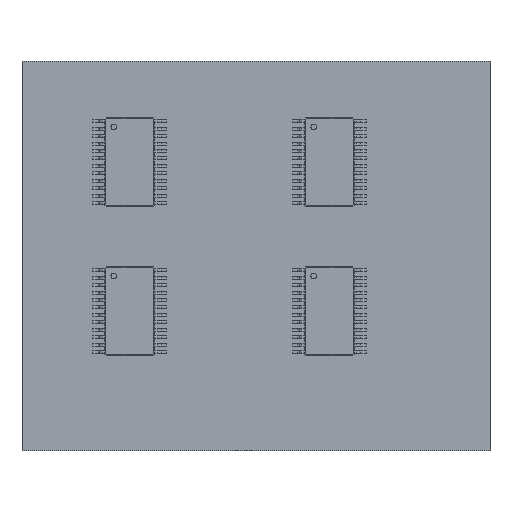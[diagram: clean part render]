
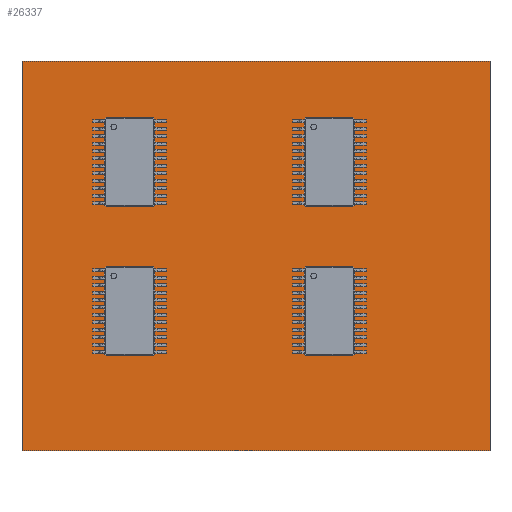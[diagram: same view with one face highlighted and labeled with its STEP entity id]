
A CAD part, top view. The second image highlights one B-rep face of the part: STEP entity #26337.
In plain terms, the highlighted planar face has unit normal (0, 0, 1).
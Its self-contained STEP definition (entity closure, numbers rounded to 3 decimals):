
#26023 = VERTEX_POINT('',#26024);
#26024 = CARTESIAN_POINT('',(96.6,-121.8,1.6));
#26031 = PLANE('',#26032);
#26032 = AXIS2_PLACEMENT_3D('',#26033,#26034,#26035);
#26033 = CARTESIAN_POINT('',(96.6,-121.8,0.));
#26034 = DIRECTION('',(-1.,0.,0.));
#26035 = DIRECTION('',(0.,1.,0.));
#26043 = PLANE('',#26044);
#26044 = AXIS2_PLACEMENT_3D('',#26045,#26046,#26047);
#26045 = CARTESIAN_POINT('',(137.5,-121.8,0.));
#26046 = DIRECTION('',(0.,-1.,0.));
#26047 = DIRECTION('',(-1.,0.,0.));
#26055 = EDGE_CURVE('',#26023,#26056,#26058,.T.);
#26056 = VERTEX_POINT('',#26057);
#26057 = CARTESIAN_POINT('',(96.6,-87.8,1.6));
#26058 = SURFACE_CURVE('',#26059,(#26063,#26070),.PCURVE_S1.);
#26059 = LINE('',#26060,#26061);
#26060 = CARTESIAN_POINT('',(96.6,-121.8,1.6));
#26061 = VECTOR('',#26062,1.);
#26062 = DIRECTION('',(0.,1.,0.));
#26063 = PCURVE('',#26031,#26064);
#26064 = DEFINITIONAL_REPRESENTATION('',(#26065),#26069);
#26065 = LINE('',#26066,#26067);
#26066 = CARTESIAN_POINT('',(0.,-1.6));
#26067 = VECTOR('',#26068,1.);
#26068 = DIRECTION('',(1.,0.));
#26069 = ( GEOMETRIC_REPRESENTATION_CONTEXT(2) 
PARAMETRIC_REPRESENTATION_CONTEXT() REPRESENTATION_CONTEXT('2D SPACE',''
  ) );
#26070 = PCURVE('',#26071,#26076);
#26071 = PLANE('',#26072);
#26072 = AXIS2_PLACEMENT_3D('',#26073,#26074,#26075);
#26073 = CARTESIAN_POINT('',(117.05,-104.8,1.6));
#26074 = DIRECTION('',(-0.,-0.,-1.));
#26075 = DIRECTION('',(-1.,0.,0.));
#26076 = DEFINITIONAL_REPRESENTATION('',(#26077),#26081);
#26077 = LINE('',#26078,#26079);
#26078 = CARTESIAN_POINT('',(20.45,-17.));
#26079 = VECTOR('',#26080,1.);
#26080 = DIRECTION('',(0.,1.));
#26081 = ( GEOMETRIC_REPRESENTATION_CONTEXT(2) 
PARAMETRIC_REPRESENTATION_CONTEXT() REPRESENTATION_CONTEXT('2D SPACE',''
  ) );
#26099 = PLANE('',#26100);
#26100 = AXIS2_PLACEMENT_3D('',#26101,#26102,#26103);
#26101 = CARTESIAN_POINT('',(96.6,-87.8,0.));
#26102 = DIRECTION('',(0.,1.,0.));
#26103 = DIRECTION('',(1.,0.,0.));
#26141 = EDGE_CURVE('',#26056,#26142,#26144,.T.);
#26142 = VERTEX_POINT('',#26143);
#26143 = CARTESIAN_POINT('',(137.5,-87.8,1.6));
#26144 = SURFACE_CURVE('',#26145,(#26149,#26156),.PCURVE_S1.);
#26145 = LINE('',#26146,#26147);
#26146 = CARTESIAN_POINT('',(96.6,-87.8,1.6));
#26147 = VECTOR('',#26148,1.);
#26148 = DIRECTION('',(1.,0.,0.));
#26149 = PCURVE('',#26099,#26150);
#26150 = DEFINITIONAL_REPRESENTATION('',(#26151),#26155);
#26151 = LINE('',#26152,#26153);
#26152 = CARTESIAN_POINT('',(0.,-1.6));
#26153 = VECTOR('',#26154,1.);
#26154 = DIRECTION('',(1.,0.));
#26155 = ( GEOMETRIC_REPRESENTATION_CONTEXT(2) 
PARAMETRIC_REPRESENTATION_CONTEXT() REPRESENTATION_CONTEXT('2D SPACE',''
  ) );
#26156 = PCURVE('',#26071,#26157);
#26157 = DEFINITIONAL_REPRESENTATION('',(#26158),#26162);
#26158 = LINE('',#26159,#26160);
#26159 = CARTESIAN_POINT('',(20.45,17.));
#26160 = VECTOR('',#26161,1.);
#26161 = DIRECTION('',(-1.,0.));
#26162 = ( GEOMETRIC_REPRESENTATION_CONTEXT(2) 
PARAMETRIC_REPRESENTATION_CONTEXT() REPRESENTATION_CONTEXT('2D SPACE',''
  ) );
#26180 = PLANE('',#26181);
#26181 = AXIS2_PLACEMENT_3D('',#26182,#26183,#26184);
#26182 = CARTESIAN_POINT('',(137.5,-87.8,0.));
#26183 = DIRECTION('',(1.,0.,-0.));
#26184 = DIRECTION('',(0.,-1.,0.));
#26217 = EDGE_CURVE('',#26142,#26218,#26220,.T.);
#26218 = VERTEX_POINT('',#26219);
#26219 = CARTESIAN_POINT('',(137.5,-121.8,1.6));
#26220 = SURFACE_CURVE('',#26221,(#26225,#26232),.PCURVE_S1.);
#26221 = LINE('',#26222,#26223);
#26222 = CARTESIAN_POINT('',(137.5,-87.8,1.6));
#26223 = VECTOR('',#26224,1.);
#26224 = DIRECTION('',(0.,-1.,0.));
#26225 = PCURVE('',#26180,#26226);
#26226 = DEFINITIONAL_REPRESENTATION('',(#26227),#26231);
#26227 = LINE('',#26228,#26229);
#26228 = CARTESIAN_POINT('',(0.,-1.6));
#26229 = VECTOR('',#26230,1.);
#26230 = DIRECTION('',(1.,0.));
#26231 = ( GEOMETRIC_REPRESENTATION_CONTEXT(2) 
PARAMETRIC_REPRESENTATION_CONTEXT() REPRESENTATION_CONTEXT('2D SPACE',''
  ) );
#26232 = PCURVE('',#26071,#26233);
#26233 = DEFINITIONAL_REPRESENTATION('',(#26234),#26238);
#26234 = LINE('',#26235,#26236);
#26235 = CARTESIAN_POINT('',(-20.45,17.));
#26236 = VECTOR('',#26237,1.);
#26237 = DIRECTION('',(0.,-1.));
#26238 = ( GEOMETRIC_REPRESENTATION_CONTEXT(2) 
PARAMETRIC_REPRESENTATION_CONTEXT() REPRESENTATION_CONTEXT('2D SPACE',''
  ) );
#26288 = EDGE_CURVE('',#26218,#26023,#26289,.T.);
#26289 = SURFACE_CURVE('',#26290,(#26294,#26301),.PCURVE_S1.);
#26290 = LINE('',#26291,#26292);
#26291 = CARTESIAN_POINT('',(137.5,-121.8,1.6));
#26292 = VECTOR('',#26293,1.);
#26293 = DIRECTION('',(-1.,0.,0.));
#26294 = PCURVE('',#26043,#26295);
#26295 = DEFINITIONAL_REPRESENTATION('',(#26296),#26300);
#26296 = LINE('',#26297,#26298);
#26297 = CARTESIAN_POINT('',(0.,-1.6));
#26298 = VECTOR('',#26299,1.);
#26299 = DIRECTION('',(1.,0.));
#26300 = ( GEOMETRIC_REPRESENTATION_CONTEXT(2) 
PARAMETRIC_REPRESENTATION_CONTEXT() REPRESENTATION_CONTEXT('2D SPACE',''
  ) );
#26301 = PCURVE('',#26071,#26302);
#26302 = DEFINITIONAL_REPRESENTATION('',(#26303),#26307);
#26303 = LINE('',#26304,#26305);
#26304 = CARTESIAN_POINT('',(-20.45,-17.));
#26305 = VECTOR('',#26306,1.);
#26306 = DIRECTION('',(1.,0.));
#26307 = ( GEOMETRIC_REPRESENTATION_CONTEXT(2) 
PARAMETRIC_REPRESENTATION_CONTEXT() REPRESENTATION_CONTEXT('2D SPACE',''
  ) );
#26337 = ADVANCED_FACE('',(#26338),#26071,.F.);
#26338 = FACE_BOUND('',#26339,.F.);
#26339 = EDGE_LOOP('',(#26340,#26341,#26342,#26343));
#26340 = ORIENTED_EDGE('',*,*,#26055,.T.);
#26341 = ORIENTED_EDGE('',*,*,#26141,.T.);
#26342 = ORIENTED_EDGE('',*,*,#26217,.T.);
#26343 = ORIENTED_EDGE('',*,*,#26288,.T.);
